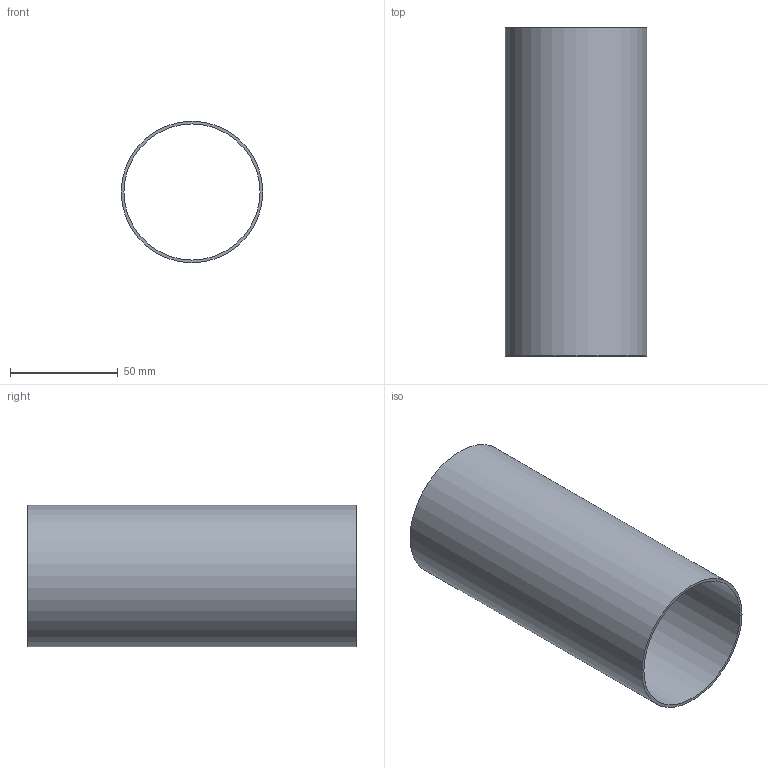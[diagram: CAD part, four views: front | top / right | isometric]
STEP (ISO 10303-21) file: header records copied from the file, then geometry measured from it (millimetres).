
FILE_DESCRIPTION((''),'2;1');
FILE_NAME('SG2244.STP', '2021-03-03T21:07:26',(''), (''), 'KCM Version 2.0.6974.6974', 'KeyCreator Pro', '');
FILE_SCHEMA(('AUTOMOTIVE_DESIGN'));
Length unit declared in the file: inch
Bounding box: 65.72 x 152.4 x 65.72 mm (x, y, z)
Volume: 39190.3 mm3; surface area: 62231.3 mm2
Topology: 1 solids, 1 shells, 4 faces, 6 edges, 4 vertices
Faces by surface type: cylinder 2, plane 2
Full cylindrical faces by diameter (mm): 63.182 x1, 65.722 x1
Entity records: 123 total; most frequent: DIRECTION 20, CARTESIAN_POINT 15, ORIENTED_EDGE 12, AXIS2_PLACEMENT_3D 9, EDGE_CURVE 6, EDGE_LOOP 6, VERTEX_POINT 4, CIRCLE 4
